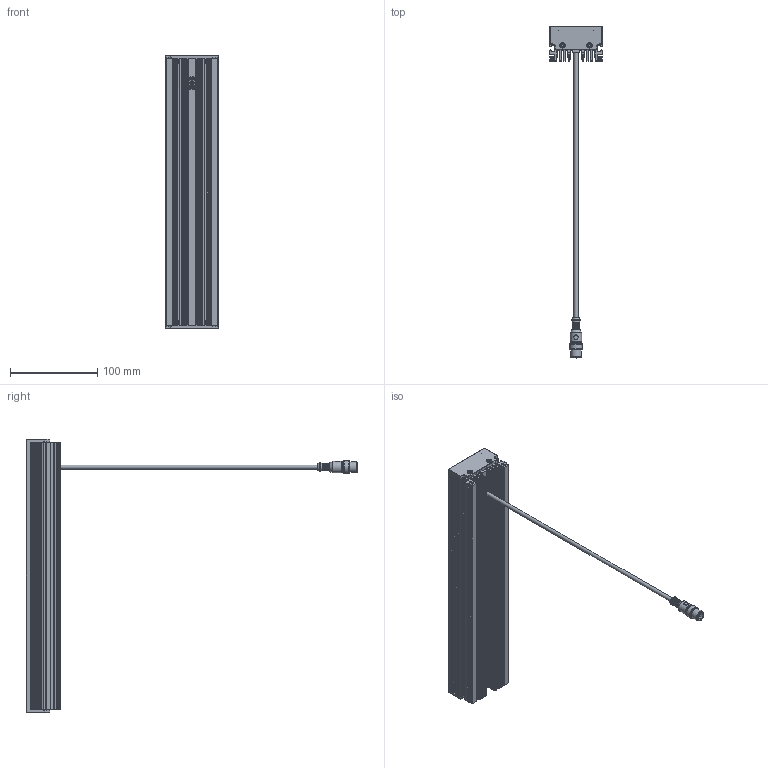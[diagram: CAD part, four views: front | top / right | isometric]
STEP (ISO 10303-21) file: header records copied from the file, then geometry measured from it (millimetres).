
FILE_DESCRIPTION(/* description */ ('DISO X xxx'),/* implementation_level */ '2;1');
FILE_NAME(/* name */ 'BEK-A300-GxT-K-BS.stp',/* time_stamp */ '2015-07-22T08:53:19+02:00',/* author */ ('lsa'),/* organization */ (''),/* preprocessor_version */ 'ST-DEVELOPER v15.6',/* originating_system */ 'Autodesk Inventor 2015',/* authorisation */ '');
FILE_SCHEMA (('AUTOMOTIVE_DESIGN { 1 0 10303 214 3 1 1 }'));
Products named in the file (1): Bauteil61
Bounding box: 60 x 380.5 x 313 mm (x, y, z)
Volume: 565193.4 mm3; surface area: 197130.3 mm2
Topology: 1 solids, 1 shells, 1371 faces, 3958 edges, 2601 vertices
Faces by surface type: cylinder 778, plane 528, cone 39, torus 14, bspline 12
Full cylindrical faces by diameter (mm): 1 x4, 1.567 x4, 2.662 x4, 3.2 x3, 4.7 x1, 5 x1, 6 x4, 6.5 x4, 7.5 x2, 8 x1, 8.5 x4, 9 x1, 10 x1, 10.8 x1, 11.25 x1, 12 x1, 13 x1, 14.25 x2, 14.5 x1
Entity records: 53363 total; most frequent: CARTESIAN_POINT 15425, DIRECTION 7850, ORIENTED_EDGE 7702, EDGE_CURVE 3851, AXIS2_PLACEMENT_3D 2883, VERTEX_POINT 2575, LINE 2084, VECTOR 2084
